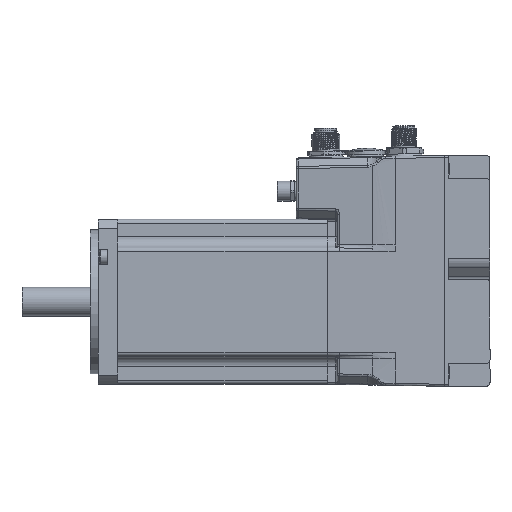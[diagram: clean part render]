
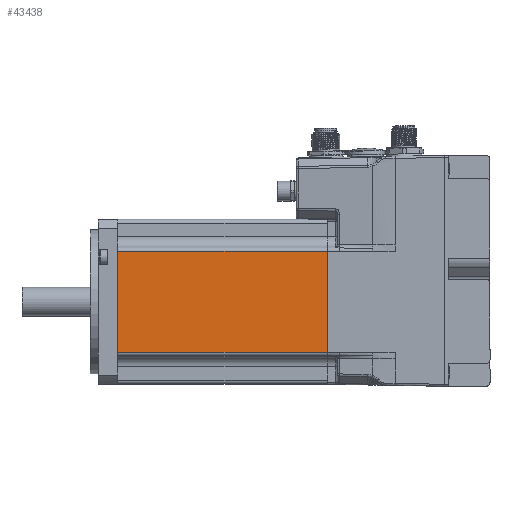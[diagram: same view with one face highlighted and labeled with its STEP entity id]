
A CAD part, left-side view. The second image highlights one B-rep face of the part: STEP entity #43438.
In plain terms, the highlighted planar face has unit normal (-1, 0, 0).
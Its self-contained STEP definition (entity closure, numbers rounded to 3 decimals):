
#4198=LINE('',#112336,#7289);
#4204=LINE('',#112367,#7295);
#4229=LINE('',#112439,#7320);
#4230=LINE('',#112441,#7321);
#7289=VECTOR('',#57546,49.);
#7295=VECTOR('',#57576,49.);
#7320=VECTOR('',#57651,101.5);
#7321=VECTOR('',#57654,101.5);
#10789=FACE_OUTER_BOUND('',#13305,.T.);
#13305=EDGE_LOOP('',(#36086,#36087,#36088,#36089));
#19082=VERTEX_POINT('',#112333);
#19083=VERTEX_POINT('',#112335);
#19095=VERTEX_POINT('',#112364);
#19096=VERTEX_POINT('',#112366);
#24854=EDGE_CURVE('',#19083,#19082,#4198,.T.);
#24869=EDGE_CURVE('',#19095,#19096,#4204,.T.);
#24906=EDGE_CURVE('',#19083,#19095,#4229,.T.);
#24907=EDGE_CURVE('',#19096,#19082,#4230,.T.);
#36086=ORIENTED_EDGE('',*,*,#24907,.F.);
#36087=ORIENTED_EDGE('',*,*,#24869,.F.);
#36088=ORIENTED_EDGE('',*,*,#24906,.F.);
#36089=ORIENTED_EDGE('',*,*,#24854,.T.);
#39068=PLANE('',#47339);
#43438=ADVANCED_FACE('',(#10789),#39068,.T.);
#47339=AXIS2_PLACEMENT_3D('',#112440,#57652,#57653);
#57546=DIRECTION('',(0.,0.,1.));
#57576=DIRECTION('',(0.,0.,1.));
#57651=DIRECTION('',(0.,1.,0.));
#57652=DIRECTION('center_axis',(-1.,0.,0.));
#57653=DIRECTION('ref_axis',(0.,0.,
1.));
#57654=DIRECTION('',(0.,-1.,0.));
#112333=CARTESIAN_POINT('',(-40.,0.,24.5));
#112335=CARTESIAN_POINT('',(-40.,0.,-24.5));
#112336=CARTESIAN_POINT('',(-40.,0.,-24.5));
#112364=CARTESIAN_POINT('',(-40.,101.5,-24.5));
#112366=CARTESIAN_POINT('',(-40.,101.5,24.5));
#112367=CARTESIAN_POINT('',(-40.,101.5,-24.5));
#112439=CARTESIAN_POINT('',(-40.,0.,-24.5));
#112440=CARTESIAN_POINT('Origin',(-40.,0.,-26.5));
#112441=CARTESIAN_POINT('',(-40.,101.5,24.5));
